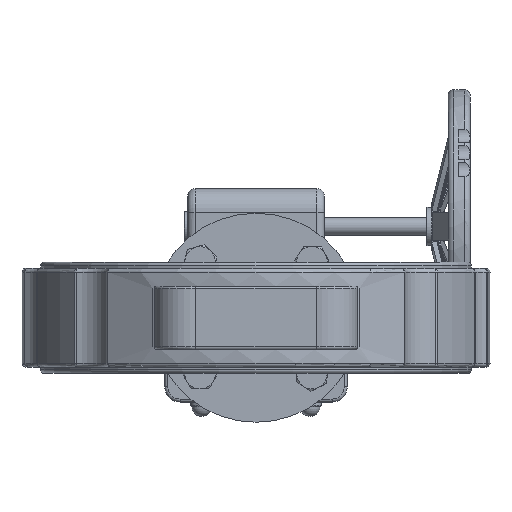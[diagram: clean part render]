
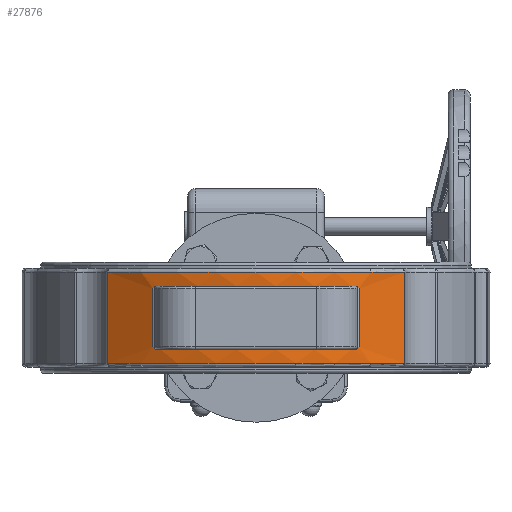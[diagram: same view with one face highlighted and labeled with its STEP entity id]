
A CAD part, front view. The second image highlights one B-rep face of the part: STEP entity #27876.
In plain terms, the highlighted cylindrical face has radius 185 mm (diameter 370 mm), a partial arc.
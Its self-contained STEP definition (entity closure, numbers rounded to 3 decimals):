
#543=B_SPLINE_CURVE_WITH_KNOTS('',3,(#41775,#41776,#41777,#41778,#41779,
#41780,#41781,#41782),.UNSPECIFIED.,.F.,.F.,(4,2,2,4),(2.808,
3.261,4.025,4.027),.UNSPECIFIED.);
#544=B_SPLINE_CURVE_WITH_KNOTS('',3,(#41785,#41786,#41787,#41788,#41789,
#41790,#41791,#41792),.UNSPECIFIED.,.F.,.F.,(4,2,2,4),(-0.001,
0.,0.624,0.783),.UNSPECIFIED.);
#545=B_SPLINE_CURVE_WITH_KNOTS('',3,(#41794,#41795,#41796,#41797,#41798,
#41799,#41800,#41801),.UNSPECIFIED.,.F.,.F.,(4,2,2,4),(1.748,
1.834,2.171,2.171),.UNSPECIFIED.);
#546=B_SPLINE_CURVE_WITH_KNOTS('',3,(#41804,#41805,#41806,#41807,#41808,
#41809,#41810,#41811),.UNSPECIFIED.,.F.,.F.,(4,2,2,4),(-0.001,
0.,0.412,0.656),.UNSPECIFIED.);
#1615=CYLINDRICAL_SURFACE('',#29900,185.);
#2170=FACE_BOUND('',#4561,.T.);
#2797=FACE_OUTER_BOUND('',#4560,.T.);
#4560=EDGE_LOOP('',(#18140,#18141,#18142,#18143));
#4561=EDGE_LOOP('',(#18144,#18145,#18146,#18147,#18148,#18149,#18150,#18151));
#6385=LINE('',#41707,#8096);
#6386=LINE('',#41773,#8097);
#6387=LINE('',#41784,#8098);
#6388=LINE('',#41803,#8099);
#8096=VECTOR('',#33143,10.);
#8097=VECTOR('',#33154,10.);
#8098=VECTOR('',#33155,10.);
#8099=VECTOR('',#33156,10.);
#9772=CIRCLE('',#29777,185.);
#9806=CIRCLE('',#29826,185.);
#9850=CIRCLE('',#29898,185.);
#9852=CIRCLE('',#29901,185.);
#11336=VERTEX_POINT('',#40713);
#11342=VERTEX_POINT('',#40725);
#11381=VERTEX_POINT('',#40828);
#11387=VERTEX_POINT('',#40840);
#11436=VERTEX_POINT('',#41694);
#11437=VERTEX_POINT('',#41705);
#11439=VERTEX_POINT('',#41758);
#11441=VERTEX_POINT('',#41771);
#11442=VERTEX_POINT('',#41774);
#11443=VERTEX_POINT('',#41783);
#11444=VERTEX_POINT('',#41793);
#11445=VERTEX_POINT('',#41802);
#13780=EDGE_CURVE('',#11342,#11336,#9772,.T.);
#13835=EDGE_CURVE('',#11387,#11381,#9806,.T.);
#13926=EDGE_CURVE('',#11436,#11437,#6385,.T.);
#13929=EDGE_CURVE('',#11437,#11439,#9850,.T.);
#13932=EDGE_CURVE('',#11441,#11436,#9852,.T.);
#13933=EDGE_CURVE('',#11439,#11441,#6386,.T.);
#13934=EDGE_CURVE('',#11442,#11387,#543,.F.);
#13935=EDGE_CURVE('',#11443,#11442,#6387,.T.);
#13936=EDGE_CURVE('',#11336,#11443,#544,.F.);
#13937=EDGE_CURVE('',#11444,#11342,#545,.F.);
#13938=EDGE_CURVE('',#11445,#11444,#6388,.T.);
#13939=EDGE_CURVE('',#11381,#11445,#546,.F.);
#18140=ORIENTED_EDGE('',*,*,#13926,.F.);
#18141=ORIENTED_EDGE('',*,*,#13932,.F.);
#18142=ORIENTED_EDGE('',*,*,#13933,.F.);
#18143=ORIENTED_EDGE('',*,*,#13929,.F.);
#18144=ORIENTED_EDGE('',*,*,#13835,.F.);
#18145=ORIENTED_EDGE('',*,*,#13934,.F.);
#18146=ORIENTED_EDGE('',*,*,#13935,.F.);
#18147=ORIENTED_EDGE('',*,*,#13936,.F.);
#18148=ORIENTED_EDGE('',*,*,#13780,.F.);
#18149=ORIENTED_EDGE('',*,*,#13937,.F.);
#18150=ORIENTED_EDGE('',*,*,#13938,.F.);
#18151=ORIENTED_EDGE('',*,*,#13939,.F.);
#27876=ADVANCED_FACE('',(#2797,#2170),#1615,.T.);
#29777=AXIS2_PLACEMENT_3D('',#40727,#32866,#32867);
#29826=AXIS2_PLACEMENT_3D('',#40842,#32985,#32986);
#29898=AXIS2_PLACEMENT_3D('',#41759,#33146,#33147);
#29900=AXIS2_PLACEMENT_3D('',#41770,#33150,#33151);
#29901=AXIS2_PLACEMENT_3D('',#41772,#33152,#33153);
#32866=DIRECTION('center_axis',(0.,0.,-1.));
#32867=DIRECTION('ref_axis',(1.,0.,0.));
#32985=DIRECTION('center_axis',(0.,0.,1.));
#32986=DIRECTION('ref_axis',(1.,0.,0.));
#33143=DIRECTION('',(0.,0.,-1.));
#33146=DIRECTION('center_axis',(0.,0.,-1.));
#33147=DIRECTION('ref_axis',(0.,-1.,0.));
#33150=DIRECTION('center_axis',(0.,0.,1.));
#33151=DIRECTION('ref_axis',(1.,0.,0.));
#33152=DIRECTION('center_axis',(0.,0.,1.));
#33153=DIRECTION('ref_axis',(0.,-1.,0.));
#33154=DIRECTION('',(0.,0.,1.));
#33155=DIRECTION('',(0.,0.,-1.));
#33156=DIRECTION('',(0.,0.,1.));
#40713=CARTESIAN_POINT('',(-75.501,-168.892,25.));
#40725=CARTESIAN_POINT('',(75.501,-168.892,25.));
#40727=CARTESIAN_POINT('Origin',(0.,0.,25.));
#40828=CARTESIAN_POINT('',(75.501,-168.892,-25.));
#40840=CARTESIAN_POINT('',(-75.501,-168.892,-25.));
#40842=CARTESIAN_POINT('Origin',(0.,0.,-25.));
#41694=CARTESIAN_POINT('',(116.885,-143.398,36.));
#41705=CARTESIAN_POINT('',(116.885,-143.398,-36.));
#41707=CARTESIAN_POINT('',(116.885,-143.398,0.));
#41758=CARTESIAN_POINT('',(-116.885,-143.398,-36.));
#41759=CARTESIAN_POINT('Origin',(0.,0.,-36.));
#41770=CARTESIAN_POINT('Origin',(0.,0.,0.));
#41771=CARTESIAN_POINT('',(-116.885,-143.398,36.));
#41772=CARTESIAN_POINT('Origin',(0.,0.,36.));
#41773=CARTESIAN_POINT('',(-116.885,-143.398,0.));
#41774=CARTESIAN_POINT('',(-81.352,-166.153,-23.));
#41775=CARTESIAN_POINT('Ctrl Pts',(-75.501,-168.892,-25.));
#41776=CARTESIAN_POINT('Ctrl Pts',(-76.346,-168.514,
-25.));
#41777=CARTESIAN_POINT('Ctrl Pts',(-77.187,-168.13,
-24.793));
#41778=CARTESIAN_POINT('Ctrl Pts',(-79.065,-167.259,
-24.168));
#41779=CARTESIAN_POINT('Ctrl Pts',(-80.221,-166.707,
-23.579));
#41780=CARTESIAN_POINT('Ctrl Pts',(-81.345,-166.157,
-23.004));
#41781=CARTESIAN_POINT('Ctrl Pts',(-81.349,-166.155,
-23.002));
#41782=CARTESIAN_POINT('Ctrl Pts',(-81.352,-166.153,
-23.));
#41783=CARTESIAN_POINT('',(-81.352,-166.153,23.));
#41784=CARTESIAN_POINT('',(-81.352,-166.153,0.));
#41785=CARTESIAN_POINT('Ctrl Pts',(-81.352,-166.153,
23.));
#41786=CARTESIAN_POINT('Ctrl Pts',(-81.349,-166.155,
23.002));
#41787=CARTESIAN_POINT('Ctrl Pts',(-81.345,-166.157,
23.004));
#41788=CARTESIAN_POINT('Ctrl Pts',(-79.644,-166.989,
23.874));
#41789=CARTESIAN_POINT('Ctrl Pts',(-78.069,-167.729,
24.646));
#41790=CARTESIAN_POINT('Ctrl Pts',(-76.141,-168.605,
24.974));
#41791=CARTESIAN_POINT('Ctrl Pts',(-75.799,-168.759,
25.));
#41792=CARTESIAN_POINT('Ctrl Pts',(-75.501,-168.892,25.));
#41793=CARTESIAN_POINT('',(81.352,-166.153,23.));
#41794=CARTESIAN_POINT('Ctrl Pts',(75.501,-168.892,25.));
#41795=CARTESIAN_POINT('Ctrl Pts',(75.799,-168.759,25.));
#41796=CARTESIAN_POINT('Ctrl Pts',(76.141,-168.605,24.974));
#41797=CARTESIAN_POINT('Ctrl Pts',(78.069,-167.729,24.646));
#41798=CARTESIAN_POINT('Ctrl Pts',(79.644,-166.989,23.874));
#41799=CARTESIAN_POINT('Ctrl Pts',(81.345,-166.157,23.004));
#41800=CARTESIAN_POINT('Ctrl Pts',(81.349,-166.155,23.002));
#41801=CARTESIAN_POINT('Ctrl Pts',(81.352,-166.153,23.));
#41802=CARTESIAN_POINT('',(81.352,-166.153,-23.));
#41803=CARTESIAN_POINT('',(81.352,-166.153,0.));
#41804=CARTESIAN_POINT('Ctrl Pts',(81.352,-166.153,-23.));
#41805=CARTESIAN_POINT('Ctrl Pts',(81.349,-166.155,-23.002));
#41806=CARTESIAN_POINT('Ctrl Pts',(81.345,-166.157,-23.004));
#41807=CARTESIAN_POINT('Ctrl Pts',(80.221,-166.707,-23.579));
#41808=CARTESIAN_POINT('Ctrl Pts',(79.065,-167.259,-24.168));
#41809=CARTESIAN_POINT('Ctrl Pts',(77.187,-168.13,-24.793));
#41810=CARTESIAN_POINT('Ctrl Pts',(76.346,-168.514,-25.));
#41811=CARTESIAN_POINT('Ctrl Pts',(75.501,-168.892,-25.));
